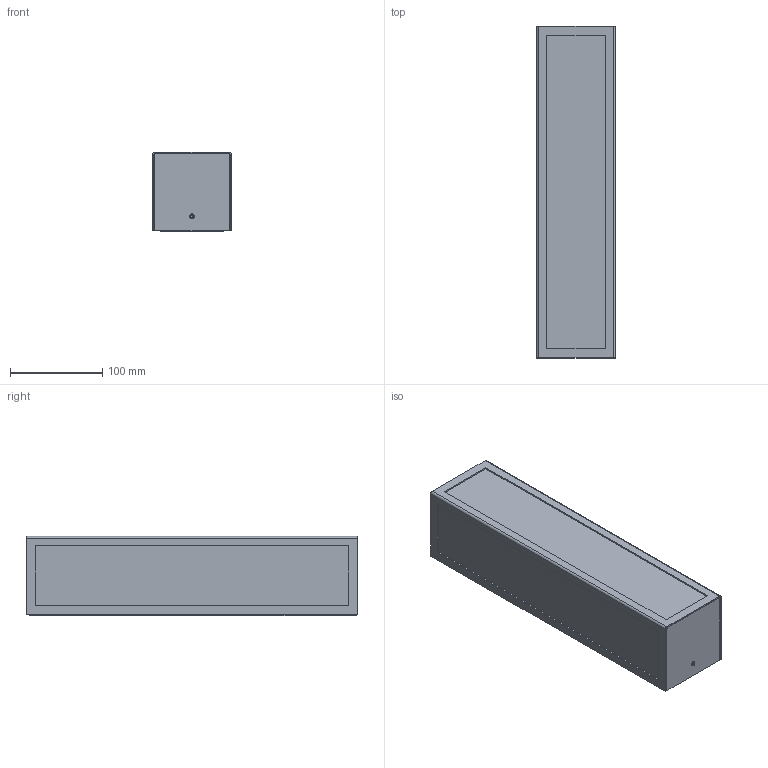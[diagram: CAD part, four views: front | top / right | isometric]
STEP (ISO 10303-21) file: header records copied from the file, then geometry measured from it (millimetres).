
FILE_DESCRIPTION (( 'STEP AP203' ), '1' );
FILE_NAME ('Freja.STEP', '2025-10-22T09:08:26', ( '' ), ( '' ), 'SwSTEP 2.0', 'SolidWorks 2024', '' );
FILE_SCHEMA (( 'CONFIG_CONTROL_DESIGN' ));
Length unit declared in the file: millimetre
Products named in the file (18): M105C_Szyba_rs_Szyba; M105C_Bl dol. kpl_rs_M105C_Bl  kpl_rs; M105C_Bl Góra; dół W2_rs_M105C_Bl dolna; M105C_Bl tył_rs_M105C_rs; M105C_Przód kpl_rs_M105C_rs; M4_rs; M105C_Bl Góra; dół_rs_M105C_Góra_rs; M105C_Bl Góra; dół W2_rs_M105C_Bl górna; M105C_Przód spaw_rs_M105C_rs; M105C_Bl Góra; dół_rs_M105C_Dół_rs; M105C_Bl tylna kpl_rs_M105C_rs; M105C_Bl przód_rs; M4 nakrętka okrągła wciskana_rs; Freja; Słupek dyst M4x_x12; M105C_Tył spaw_rs_M105C_rs; M94_ASKER_USZCZELKA W1 PRZEWODU_rs_w12; M105C_Tył kpl_rs_M105C_rs
Assembly tree (21 placements, depth 5):
  Freja
    M105C_Przód kpl_rs_M105C_rs
      M105C_Przód spaw_rs_M105C_rs
        M105C_Bl przód_rs
        M105C_Bl Góra; dół_rs_M105C_Dół_rs
        M105C_Bl Góra; dół_rs_M105C_Góra_rs
      M105C_Szyba_rs_Szyba  x3
    M105C_Tył kpl_rs_M105C_rs
      M105C_Tył spaw_rs_M105C_rs
        M105C_Bl tylna kpl_rs_M105C_rs
          M105C_Bl tył_rs_M105C_rs
          Słupek dyst M4x_x12  x2
        M105C_Bl dol. kpl_rs_M105C_Bl  kpl_rs
          M105C_Bl Góra; dół W2_rs_M105C_Bl dolna
          M4 nakrętka okrągła wciskana_rs
        M105C_Bl Góra; dół W2_rs_M105C_Bl górna
      M94_ASKER_USZCZELKA W1 PRZEWODU_rs_w12  x2
      M4_rs
Bounding box: 85.7 x 360 x 85.95 mm (x, y, z)
Volume: 447279 mm3; surface area: 343933.7 mm2
Topology: 15 solids, 15 shells, 1217 faces, 3239 edges, 2114 vertices
Faces by surface type: plane 726, bspline 188, cone 144, cylinder 83, torus 76
Entity records: 34454 total; most frequent: CARTESIAN_POINT 10731, ORIENTED_EDGE 4846, DIRECTION 4091, EDGE_CURVE 2423, VERTEX_POINT 1589, VECTOR 1577, LINE 1577, AXIS2_PLACEMENT_3D 1257
